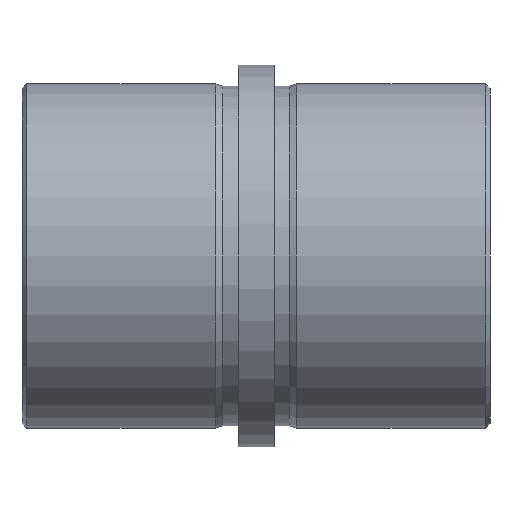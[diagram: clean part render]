
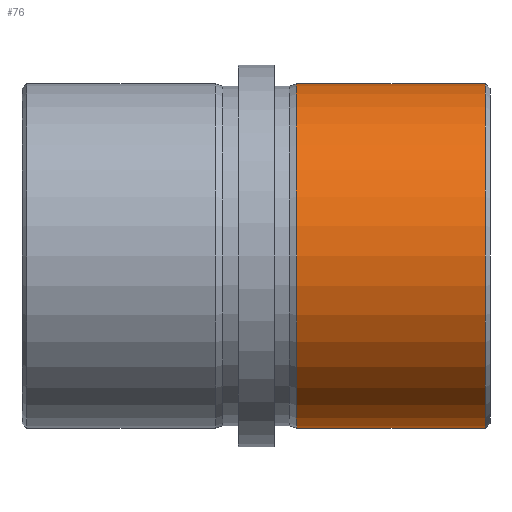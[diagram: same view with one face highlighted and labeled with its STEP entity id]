
A CAD part, front view. The second image highlights one B-rep face of the part: STEP entity #76.
In plain terms, the highlighted cylindrical face has radius 19.15 mm (diameter 38.3 mm), a partial arc.
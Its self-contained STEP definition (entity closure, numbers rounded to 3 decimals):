
#12 = EDGE_CURVE ( 'NONE', #472, #288, #121, .T. ) ;
#17 = FACE_OUTER_BOUND ( 'NONE', #208, .T. ) ;
#27 = ORIENTED_EDGE ( 'NONE', *, *, #258, .T. ) ;
#47 = EDGE_CURVE ( 'NONE', #288, #159, #111, .T. ) ;
#62 = CARTESIAN_POINT ( 'NONE',  ( 25.5, 0., 0. ) ) ;
#76 = ADVANCED_FACE ( 'NONE', ( #17 ), #674, .T. ) ;
#102 = VECTOR ( 'NONE', #632, 1000. ) ;
#111 = CIRCLE ( 'NONE', #513, 19.15 ) ;
#121 = LINE ( 'NONE', #392, #182 ) ;
#135 = VERTEX_POINT ( 'NONE', #350 ) ;
#159 = VERTEX_POINT ( 'NONE', #358 ) ;
#162 = DIRECTION ( 'NONE',  ( -1., 0., 0. ) ) ;
#167 = DIRECTION ( 'NONE',  ( -1., 0., 0. ) ) ;
#172 = AXIS2_PLACEMENT_3D ( 'NONE', #282, #175, #505 ) ;
#175 = DIRECTION ( 'NONE',  ( -1., 0., 0. ) ) ;
#182 = VECTOR ( 'NONE', #557, 1000. ) ;
#185 = ORIENTED_EDGE ( 'NONE', *, *, #592, .T. ) ;
#201 = ORIENTED_EDGE ( 'NONE', *, *, #12, .F. ) ;
#208 = EDGE_LOOP ( 'NONE', ( #201, #185, #27, #240 ) ) ;
#220 = DIRECTION ( 'NONE',  ( 0., 0., 1. ) ) ;
#240 = ORIENTED_EDGE ( 'NONE', *, *, #47, .F. ) ;
#258 = EDGE_CURVE ( 'NONE', #135, #159, #514, .T. ) ;
#259 = CARTESIAN_POINT ( 'NONE',  ( 4.5, 0., -19.15 ) ) ;
#282 = CARTESIAN_POINT ( 'NONE',  ( 0., 0., 0. ) ) ;
#288 = VERTEX_POINT ( 'NONE', #259 ) ;
#350 = CARTESIAN_POINT ( 'NONE',  ( 25.5, 0., 19.15 ) ) ;
#358 = CARTESIAN_POINT ( 'NONE',  ( 4.5, 0., 19.15 ) ) ;
#387 = DIRECTION ( 'NONE',  ( 0., 0., 1. ) ) ;
#392 = CARTESIAN_POINT ( 'NONE',  ( 0., 0., -19.15 ) ) ;
#395 = CARTESIAN_POINT ( 'NONE',  ( 0., 0., 19.15 ) ) ;
#472 = VERTEX_POINT ( 'NONE', #688 ) ;
#505 = DIRECTION ( 'NONE',  ( 0., 0., 1. ) ) ;
#509 = AXIS2_PLACEMENT_3D ( 'NONE', #62, #162, #220 ) ;
#513 = AXIS2_PLACEMENT_3D ( 'NONE', #664, #167, #387 ) ;
#514 = LINE ( 'NONE', #395, #102 ) ;
#557 = DIRECTION ( 'NONE',  ( -1., 0., 0. ) ) ;
#592 = EDGE_CURVE ( 'NONE', #472, #135, #631, .T. ) ;
#631 = CIRCLE ( 'NONE', #509, 19.15 ) ;
#632 = DIRECTION ( 'NONE',  ( -1., 0., 0. ) ) ;
#664 = CARTESIAN_POINT ( 'NONE',  ( 4.5, 0., 0. ) ) ;
#674 = CYLINDRICAL_SURFACE ( 'NONE', #172, 19.15 ) ;
#688 = CARTESIAN_POINT ( 'NONE',  ( 25.5, 0., -19.15 ) ) ;
